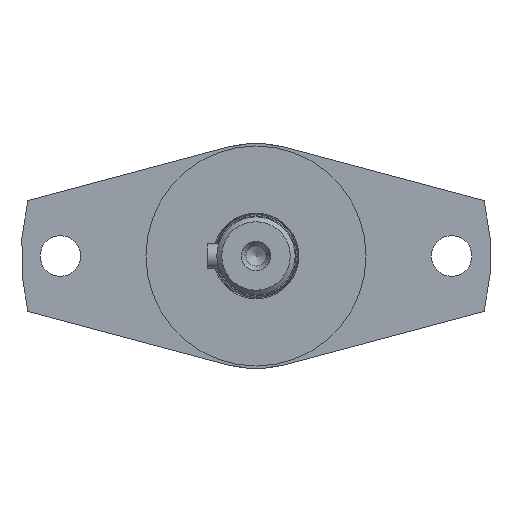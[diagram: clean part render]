
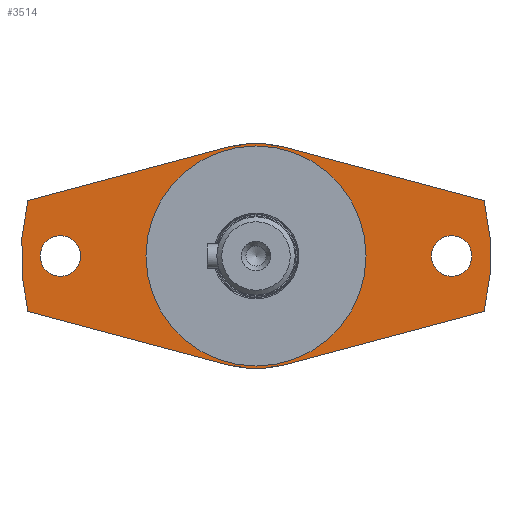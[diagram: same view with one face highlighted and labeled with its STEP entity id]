
A CAD part, left-side view. The second image highlights one B-rep face of the part: STEP entity #3514.
In plain terms, the highlighted planar face has unit normal (-1, 0, 0).
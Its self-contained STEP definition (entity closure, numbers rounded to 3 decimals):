
#319=LINE('',#5899,#591);
#320=LINE('',#5900,#592);
#321=LINE('',#5901,#593);
#322=LINE('',#5902,#594);
#591=VECTOR('',#4739,10.);
#592=VECTOR('',#4740,10.);
#593=VECTOR('',#4741,10.);
#594=VECTOR('',#4742,10.);
#683=FACE_BOUND('',#1150,.T.);
#684=FACE_BOUND('',#1151,.T.);
#685=FACE_BOUND('',#1152,.T.);
#785=PLANE('',#3851);
#947=FACE_OUTER_BOUND('',#1149,.T.);
#1149=EDGE_LOOP('',(#2992,#2993,#2994,#2995,#2996,#2997,#2998,#2999));
#1150=EDGE_LOOP('',(#3000));
#1151=EDGE_LOOP('',(#3001));
#1152=EDGE_LOOP('',(#3002,#3003));
#1319=CIRCLE('',#3832,23.);
#1321=CIRCLE('',#3834,23.);
#1326=CIRCLE('',#3841,48.);
#1327=CIRCLE('',#3843,22.5);
#1328=CIRCLE('',#3844,22.5);
#1330=CIRCLE('',#3847,48.);
#1333=CIRCLE('',#3852,4.15);
#1334=CIRCLE('',#3853,4.15);
#1638=VERTEX_POINT('',#5845);
#1639=VERTEX_POINT('',#5847);
#1642=VERTEX_POINT('',#5853);
#1643=VERTEX_POINT('',#5855);
#1649=VERTEX_POINT('',#5871);
#1650=VERTEX_POINT('',#5873);
#1651=VERTEX_POINT('',#5877);
#1652=VERTEX_POINT('',#5878);
#1653=VERTEX_POINT('',#5883);
#1656=VERTEX_POINT('',#5888);
#1659=VERTEX_POINT('',#5903);
#1660=VERTEX_POINT('',#5905);
#2096=EDGE_CURVE('',#1639,#1638,#1319,.T.);
#2100=EDGE_CURVE('',#1643,#1642,#1321,.T.);
#2109=EDGE_CURVE('',#1649,#1650,#1326,.T.);
#2111=EDGE_CURVE('',#1651,#1652,#1327,.T.);
#2112=EDGE_CURVE('',#1652,#1651,#1328,.T.);
#2117=EDGE_CURVE('',#1656,#1653,#1330,.T.);
#2122=EDGE_CURVE('',#1649,#1639,#319,.T.);
#2123=EDGE_CURVE('',#1638,#1653,#320,.T.);
#2124=EDGE_CURVE('',#1656,#1643,#321,.T.);
#2125=EDGE_CURVE('',#1642,#1650,#322,.T.);
#2126=EDGE_CURVE('',#1659,#1659,#1333,.T.);
#2127=EDGE_CURVE('',#1660,#1660,#1334,.T.);
#2992=ORIENTED_EDGE('',*,*,#2122,.T.);
#2993=ORIENTED_EDGE('',*,*,#2096,.T.);
#2994=ORIENTED_EDGE('',*,*,#2123,.T.);
#2995=ORIENTED_EDGE('',*,*,#2117,.F.);
#2996=ORIENTED_EDGE('',*,*,#2124,.T.);
#2997=ORIENTED_EDGE('',*,*,#2100,.T.);
#2998=ORIENTED_EDGE('',*,*,#2125,.T.);
#2999=ORIENTED_EDGE('',*,*,#2109,.F.);
#3000=ORIENTED_EDGE('',*,*,#2126,.T.);
#3001=ORIENTED_EDGE('',*,*,#2127,.T.);
#3002=ORIENTED_EDGE('',*,*,#2111,.T.);
#3003=ORIENTED_EDGE('',*,*,#2112,.T.);
#3514=ADVANCED_FACE('',(#947,#683,#684,#685),#785,.T.);
#3832=AXIS2_PLACEMENT_3D('',#5848,#4687,#4688);
#3834=AXIS2_PLACEMENT_3D('',#5856,#4693,#4694);
#3841=AXIS2_PLACEMENT_3D('',#5874,#4711,#4712);
#3843=AXIS2_PLACEMENT_3D('',#5879,#4716,#4717);
#3844=AXIS2_PLACEMENT_3D('',#5880,#4718,#4719);
#3847=AXIS2_PLACEMENT_3D('',#5890,#4727,#4728);
#3851=AXIS2_PLACEMENT_3D('',#5898,#4737,#4738);
#3852=AXIS2_PLACEMENT_3D('',#5904,#4743,#4744);
#3853=AXIS2_PLACEMENT_3D('',#5906,#4745,#4746);
#4687=DIRECTION('center_axis',(-1.,0.,0.));
#4688=DIRECTION('ref_axis',(0.,0.259,0.966));
#4693=DIRECTION('center_axis',(-1.,0.,0.));
#4694=DIRECTION('ref_axis',(0.,0.259,0.966));
#4711=DIRECTION('center_axis',(1.,0.,0.));
#4712=DIRECTION('ref_axis',(0.,-1.,0.));
#4716=DIRECTION('center_axis',(1.,0.,0.));
#4717=DIRECTION('ref_axis',(0.,-1.,0.));
#4718=DIRECTION('center_axis',(1.,0.,0.));
#4719=DIRECTION('ref_axis',(0.,-1.,0.));
#4727=DIRECTION('center_axis',(1.,0.,0.));
#4728=DIRECTION('ref_axis',(0.,-1.,0.));
#4737=DIRECTION('center_axis',(-1.,0.,0.));
#4738=DIRECTION('ref_axis',(0.,0.,
-1.));
#4739=DIRECTION('',(0.,0.966,0.259));
#4740=DIRECTION('',(0.,0.966,-0.259));
#4741=DIRECTION('',(0.,-0.966,-0.259));
#4742=DIRECTION('',(0.,-0.966,0.259));
#4743=DIRECTION('center_axis',(1.,0.,0.));
#4744=DIRECTION('ref_axis',(0.,0.,1.));
#4745=DIRECTION('center_axis',(1.,0.,0.));
#4746=DIRECTION('ref_axis',(0.,0.,1.));
#5845=CARTESIAN_POINT('',(-138.5,5.953,22.216));
#5847=CARTESIAN_POINT('',(-138.5,-5.953,22.216));
#5848=CARTESIAN_POINT('Origin',(-138.5,0.,0.));
#5853=CARTESIAN_POINT('',(-138.5,-5.953,-22.216));
#5855=CARTESIAN_POINT('',(-138.5,5.953,-22.216));
#5856=CARTESIAN_POINT('Origin',(-138.5,0.,0.));
#5871=CARTESIAN_POINT('',(-138.5,-46.648,11.312));
#5873=CARTESIAN_POINT('',(-138.5,-46.648,-11.312));
#5874=CARTESIAN_POINT('Origin',(-138.5,0.,0.));
#5877=CARTESIAN_POINT('',(-138.5,-22.5,0.));
#5878=CARTESIAN_POINT('',(-138.5,22.5,0.));
#5879=CARTESIAN_POINT('Origin',(-138.5,0.,0.));
#5880=CARTESIAN_POINT('Origin',(-138.5,0.,0.));
#5883=CARTESIAN_POINT('',(-138.5,46.648,11.312));
#5888=CARTESIAN_POINT('',(-138.5,46.648,-11.312));
#5890=CARTESIAN_POINT('Origin',(-138.5,0.,0.));
#5898=CARTESIAN_POINT('Origin',(-138.5,-35.25,0.));
#5899=CARTESIAN_POINT('',(-138.5,-45.921,11.507));
#5900=CARTESIAN_POINT('',(-138.5,-10.492,26.623));
#5901=CARTESIAN_POINT('',(-138.5,13.032,-20.319));
#5902=CARTESIAN_POINT('',(-138.5,-22.397,-17.81));
#5903=CARTESIAN_POINT('',(-138.5,40.,-4.15));
#5904=CARTESIAN_POINT('Origin',(-138.5,40.,0.));
#5905=CARTESIAN_POINT('',(-138.5,-40.,-4.15));
#5906=CARTESIAN_POINT('Origin',(-138.5,-40.,0.));
